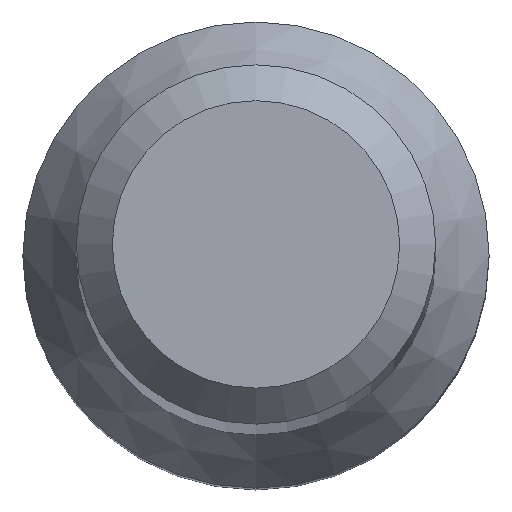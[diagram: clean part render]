
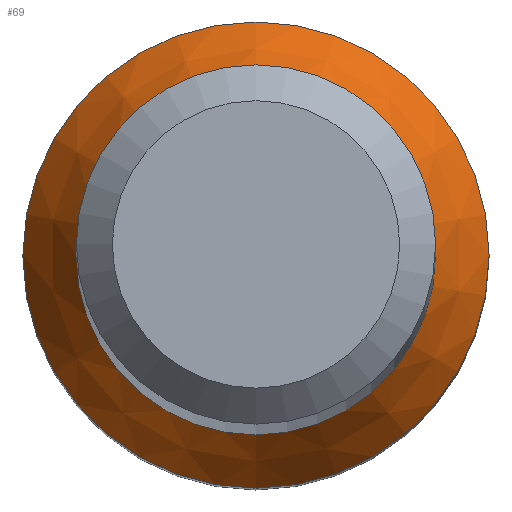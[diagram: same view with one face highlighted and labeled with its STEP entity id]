
A CAD part, top view. The second image highlights one B-rep face of the part: STEP entity #69.
In plain terms, the highlighted conical face has half-angle 30 degrees and reference radius 2.595 mm.
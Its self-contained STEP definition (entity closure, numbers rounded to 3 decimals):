
#18 = EDGE_LOOP ( 'NONE', ( #231 ) ) ;
#20 = VERTEX_POINT ( 'NONE', #192 ) ;
#39 = CARTESIAN_POINT ( 'NONE',  ( 0., 0., 13.031 ) ) ;
#63 = FACE_OUTER_BOUND ( 'NONE', #18, .T. ) ;
#69 = ADVANCED_FACE ( 'NONE', ( #193, #63 ), #152, .T. ) ;
#75 = DIRECTION ( 'NONE',  ( 0., 1., 0. ) ) ;
#85 = CIRCLE ( 'NONE', #220, 2.595 ) ;
#92 = DIRECTION ( 'NONE',  ( 0., 0., -1. ) ) ;
#93 = CIRCLE ( 'NONE', #134, 2. ) ;
#109 = EDGE_CURVE ( 'NONE', #20, #20, #85, .T. ) ;
#113 = ORIENTED_EDGE ( 'NONE', *, *, #222, .T. ) ;
#118 = CARTESIAN_POINT ( 'NONE',  ( 0., 2., 13.031 ) ) ;
#127 = AXIS2_PLACEMENT_3D ( 'NONE', #185, #92, #163 ) ;
#134 = AXIS2_PLACEMENT_3D ( 'NONE', #39, #206, #75 ) ;
#152 = CONICAL_SURFACE ( 'NONE', #127, 2.595, 0.524 ) ;
#153 = CARTESIAN_POINT ( 'NONE',  ( 0., 0., 12. ) ) ;
#154 = DIRECTION ( 'NONE',  ( 0., 0., -1. ) ) ;
#163 = DIRECTION ( 'NONE',  ( 0., 1., 0. ) ) ;
#185 = CARTESIAN_POINT ( 'NONE',  ( 0., 0., 12. ) ) ;
#192 = CARTESIAN_POINT ( 'NONE',  ( 0., 2.595, 12. ) ) ;
#193 = FACE_BOUND ( 'NONE', #219, .T. ) ;
#206 = DIRECTION ( 'NONE',  ( 0., 0., -1. ) ) ;
#209 = VERTEX_POINT ( 'NONE', #118 ) ;
#219 = EDGE_LOOP ( 'NONE', ( #113 ) ) ;
#220 = AXIS2_PLACEMENT_3D ( 'NONE', #153, #154, #230 ) ;
#222 = EDGE_CURVE ( 'NONE', #209, #209, #93, .T. ) ;
#230 = DIRECTION ( 'NONE',  ( 0., 1., 0. ) ) ;
#231 = ORIENTED_EDGE ( 'NONE', *, *, #109, .F. ) ;
